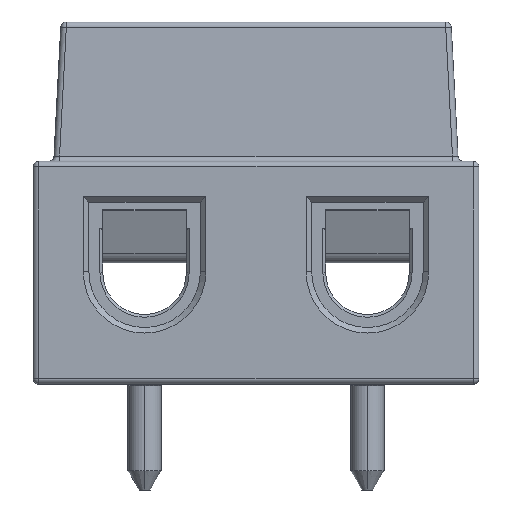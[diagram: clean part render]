
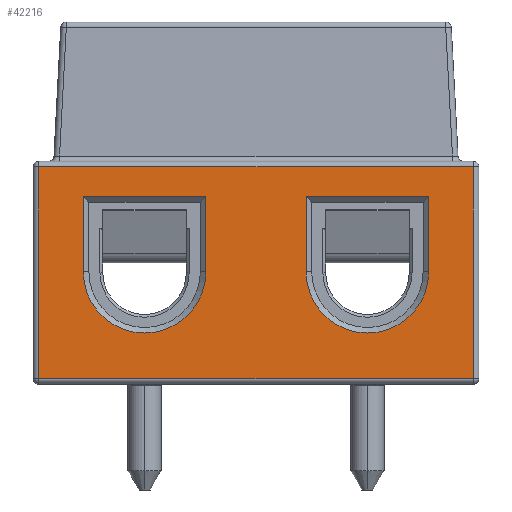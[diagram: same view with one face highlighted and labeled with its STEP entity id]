
A CAD part, front view. The second image highlights one B-rep face of the part: STEP entity #42216.
In plain terms, the highlighted planar face has unit normal (0, -1, 0).
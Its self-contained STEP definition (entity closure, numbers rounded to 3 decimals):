
#40538 = VERTEX_POINT('',#40539);
#40539 = CARTESIAN_POINT('',(-5.8,-4.005,7.033
    ));
#40547 = VERTEX_POINT('',#40548);
#40548 = CARTESIAN_POINT('',(-5.8,-4.005,4.333
    ));
#40554 = EDGE_CURVE('',#40538,#40547,#40555,.T.);
#40555 = LINE('',#40556,#40557);
#40556 = CARTESIAN_POINT('',(-5.8,-4.005,0.3)
  );
#40557 = VECTOR('',#40558,1.);
#40558 = DIRECTION('',(0.,0.,-1.));
#40569 = EDGE_CURVE('',#40570,#40538,#40572,.T.);
#40570 = VERTEX_POINT('',#40571);
#40571 = CARTESIAN_POINT('',(-10.2,-4.005,
    7.033));
#40572 = LINE('',#40573,#40574);
#40573 = CARTESIAN_POINT('',(-12.,-4.005,
    7.033));
#40574 = VECTOR('',#40575,1.);
#40575 = DIRECTION('',(1.,0.,0.));
#40592 = EDGE_CURVE('',#40547,#40593,#40595,.T.);
#40593 = VERTEX_POINT('',#40594);
#40594 = CARTESIAN_POINT('',(-10.2,-4.005,
    4.333));
#40595 = CIRCLE('',#40596,2.2);
#40596 = AXIS2_PLACEMENT_3D('',#40597,#40598,#40599);
#40597 = CARTESIAN_POINT('',(-8.,-4.005,4.333
    ));
#40598 = DIRECTION('',(0.,1.,0.));
#40599 = DIRECTION('',(-1.,0.,0.));
#40620 = EDGE_CURVE('',#40593,#40570,#40621,.T.);
#40621 = LINE('',#40622,#40623);
#40622 = CARTESIAN_POINT('',(-10.2,-4.005,0.3
    ));
#40623 = VECTOR('',#40624,1.);
#40624 = DIRECTION('',(0.,0.,1.));
#41217 = VERTEX_POINT('',#41218);
#41218 = CARTESIAN_POINT('',(-11.8,-4.005,0.5
    ));
#41227 = VERTEX_POINT('',#41228);
#41228 = CARTESIAN_POINT('',(3.8,-4.005,0.5)
  );
#41235 = EDGE_CURVE('',#41217,#41227,#41236,.T.);
#41236 = LINE('',#41237,#41238);
#41237 = CARTESIAN_POINT('',(4.,-4.005,0.5)
  );
#41238 = VECTOR('',#41239,1.);
#41239 = DIRECTION('',(1.,0.,0.));
#42216 = ADVANCED_FACE('',(#42217,#42223,#42258),#42283,.F.);
#42217 = FACE_BOUND('',#42218,.T.);
#42218 = EDGE_LOOP('',(#42219,#42220,#42221,#42222));
#42219 = ORIENTED_EDGE('',*,*,#40592,.T.);
#42220 = ORIENTED_EDGE('',*,*,#40620,.T.);
#42221 = ORIENTED_EDGE('',*,*,#40569,.T.);
#42222 = ORIENTED_EDGE('',*,*,#40554,.T.);
#42223 = FACE_BOUND('',#42224,.T.);
#42224 = EDGE_LOOP('',(#42225,#42236,#42244,#42252));
#42225 = ORIENTED_EDGE('',*,*,#42226,.T.);
#42226 = EDGE_CURVE('',#42227,#42229,#42231,.T.);
#42227 = VERTEX_POINT('',#42228);
#42228 = CARTESIAN_POINT('',(2.2,-4.005,4.333)
  );
#42229 = VERTEX_POINT('',#42230);
#42230 = CARTESIAN_POINT('',(-2.2,-4.005,4.333
    ));
#42231 = CIRCLE('',#42232,2.2);
#42232 = AXIS2_PLACEMENT_3D('',#42233,#42234,#42235);
#42233 = CARTESIAN_POINT('',(0.,-4.005,
    4.333));
#42234 = DIRECTION('',(0.,1.,0.));
#42235 = DIRECTION('',(-1.,0.,0.));
#42236 = ORIENTED_EDGE('',*,*,#42237,.T.);
#42237 = EDGE_CURVE('',#42229,#42238,#42240,.T.);
#42238 = VERTEX_POINT('',#42239);
#42239 = CARTESIAN_POINT('',(-2.2,-4.005,7.033
    ));
#42240 = LINE('',#42241,#42242);
#42241 = CARTESIAN_POINT('',(-2.2,-4.005,0.3)
  );
#42242 = VECTOR('',#42243,1.);
#42243 = DIRECTION('',(0.,0.,1.));
#42244 = ORIENTED_EDGE('',*,*,#42245,.T.);
#42245 = EDGE_CURVE('',#42238,#42246,#42248,.T.);
#42246 = VERTEX_POINT('',#42247);
#42247 = CARTESIAN_POINT('',(2.2,-4.005,7.033)
  );
#42248 = LINE('',#42249,#42250);
#42249 = CARTESIAN_POINT('',(-12.,-4.005,
    7.033));
#42250 = VECTOR('',#42251,1.);
#42251 = DIRECTION('',(1.,0.,0.));
#42252 = ORIENTED_EDGE('',*,*,#42253,.T.);
#42253 = EDGE_CURVE('',#42246,#42227,#42254,.T.);
#42254 = LINE('',#42255,#42256);
#42255 = CARTESIAN_POINT('',(2.2,-4.005,0.3)
  );
#42256 = VECTOR('',#42257,1.);
#42257 = DIRECTION('',(0.,0.,-1.));
#42258 = FACE_BOUND('',#42259,.T.);
#42259 = EDGE_LOOP('',(#42260,#42268,#42276,#42282));
#42260 = ORIENTED_EDGE('',*,*,#42261,.T.);
#42261 = EDGE_CURVE('',#41227,#42262,#42264,.T.);
#42262 = VERTEX_POINT('',#42263);
#42263 = CARTESIAN_POINT('',(3.8,-4.005,8.1)
  );
#42264 = LINE('',#42265,#42266);
#42265 = CARTESIAN_POINT('',(3.8,-4.005,0.3)
  );
#42266 = VECTOR('',#42267,1.);
#42267 = DIRECTION('',(0.,0.,1.));
#42268 = ORIENTED_EDGE('',*,*,#42269,.T.);
#42269 = EDGE_CURVE('',#42262,#42270,#42272,.T.);
#42270 = VERTEX_POINT('',#42271);
#42271 = CARTESIAN_POINT('',(-11.8,-4.005,8.1
    ));
#42272 = LINE('',#42273,#42274);
#42273 = CARTESIAN_POINT('',(-12.,-4.005,8.1
    ));
#42274 = VECTOR('',#42275,1.);
#42275 = DIRECTION('',(-1.,0.,0.));
#42276 = ORIENTED_EDGE('',*,*,#42277,.T.);
#42277 = EDGE_CURVE('',#42270,#41217,#42278,.T.);
#42278 = LINE('',#42279,#42280);
#42279 = CARTESIAN_POINT('',(-11.8,-4.005,0.3
    ));
#42280 = VECTOR('',#42281,1.);
#42281 = DIRECTION('',(0.,0.,-1.));
#42282 = ORIENTED_EDGE('',*,*,#41235,.T.);
#42283 = PLANE('',#42284);
#42284 = AXIS2_PLACEMENT_3D('',#42285,#42286,#42287);
#42285 = CARTESIAN_POINT('',(-12.,-4.005,0.3
    ));
#42286 = DIRECTION('',(0.,1.,0.));
#42287 = DIRECTION('',(-1.,0.,0.));
